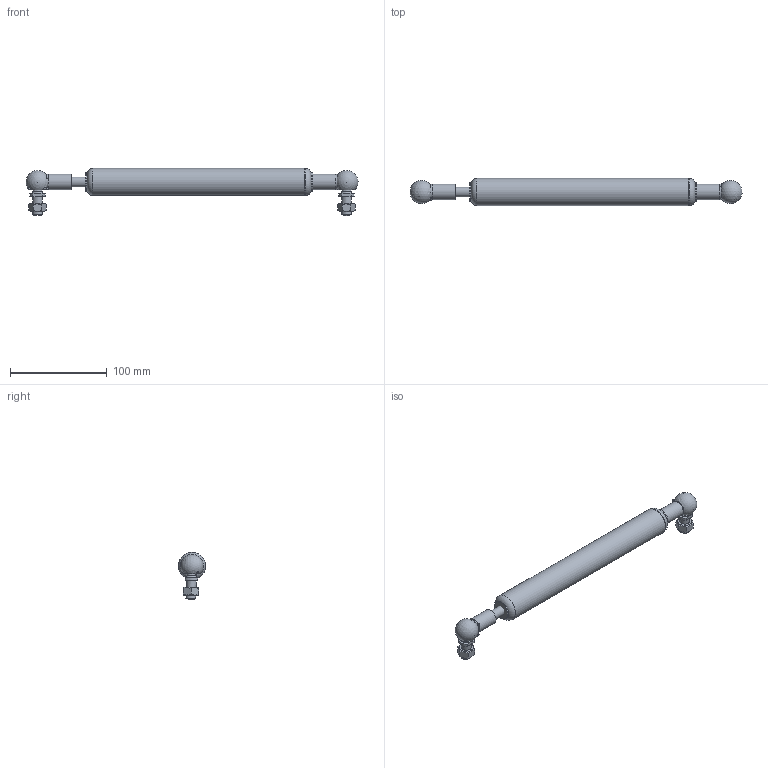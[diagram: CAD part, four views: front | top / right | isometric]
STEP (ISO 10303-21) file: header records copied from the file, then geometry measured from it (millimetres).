
FILE_DESCRIPTION(/* description */ (''),/* implementation_level */ '2;1');
FILE_NAME(/* name */ 'A4A4ZF3-150-320--001-___N.stp',/* time_stamp */ '2014-03-20T11:51:08+01:00',/* author */ ('CADNEU'),/* organization */ (''),/* preprocessor_version */ 'ST-DEVELOPER v15.2',/* originating_system */ 'Autodesk Inventor 2014',/* authorisation */ '');
FILE_SCHEMA (('AUTOMOTIVE_DESIGN { 1 0 10303 214 3 1 1 }'));
Length unit declared in the file: millimetre
Products named in the file (12): Zylinder_28; Kolbenstange_10; Gewindeanschluß_E0; Gewindeanschluß_M0_28; PFW3M10SBBL; Buegel_16; Sprengring-D16; KB16M10x20BL; ISO 4032 - M10DIN EN; WGA4M10BL; A4A4ZF3-150-320--001-___N
Bounding box: 343.82 x 28 x 48.79 mm (x, y, z)
Volume: 184241.6 mm3; surface area: 45175.5 mm2
Topology: 14 solids, 14 shells, 136 faces, 259 edges, 164 vertices
Faces by surface type: plane 53, cylinder 33, cone 22, torus 20, sphere 8
Full cylindrical faces by diameter (mm): 1.4 x6, 1.8 x4, 8.376 x4, 10 x5, 16 x6, 19.8 x1, 19.9 x1, 28 x2
Entity records: 2110 total; most frequent: CARTESIAN_POINT 470, DIRECTION 344, ORIENTED_EDGE 184, AXIS2_PLACEMENT_3D 166, EDGE_LOOP 138, EDGE_CURVE 92, VERTEX_POINT 82, ADVANCED_FACE 80
